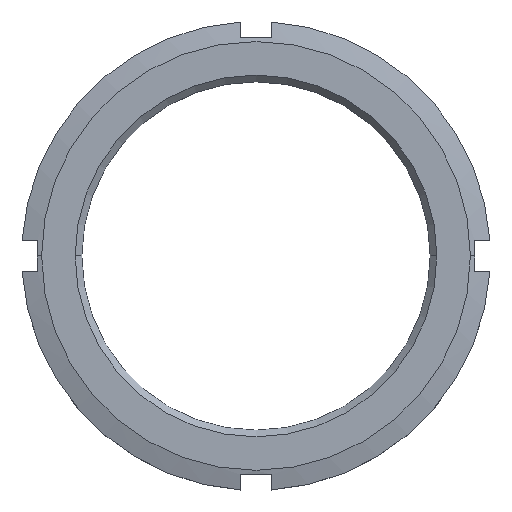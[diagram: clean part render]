
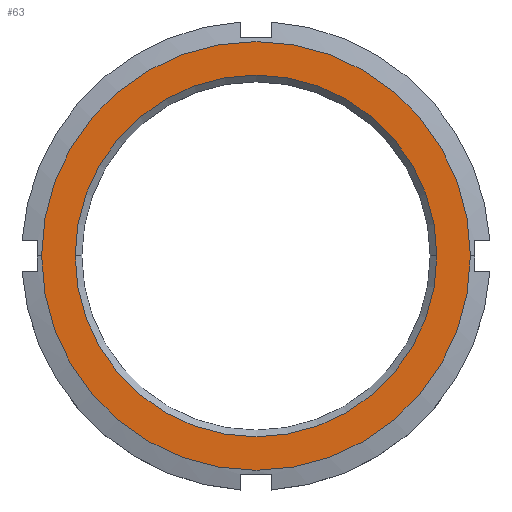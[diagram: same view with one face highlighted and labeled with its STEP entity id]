
A CAD part, top view. The second image highlights one B-rep face of the part: STEP entity #63.
In plain terms, the highlighted planar face has unit normal (0, 0, 1).
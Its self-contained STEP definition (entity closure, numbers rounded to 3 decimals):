
#4 = EDGE_CURVE ( 'NONE', #793, #375, #968, .T. ) ;
#9 = CIRCLE ( 'NONE', #845, 40.5 ) ;
#63 = ADVANCED_FACE ( 'NONE', ( #782, #223 ), #268, .T. ) ;
#87 = DIRECTION ( 'NONE',  ( 1., 0., 0. ) ) ;
#134 = CARTESIAN_POINT ( 'NONE',  ( 0., 0., 15. ) ) ;
#197 = CARTESIAN_POINT ( 'NONE',  ( 0., 0., 15. ) ) ;
#199 = CARTESIAN_POINT ( 'NONE',  ( 0., 0., 15. ) ) ;
#223 = FACE_OUTER_BOUND ( 'NONE', #994, .T. ) ;
#225 = CARTESIAN_POINT ( 'NONE',  ( 40.5, 0., 15. ) ) ;
#268 = PLANE ( 'NONE',  #795 ) ;
#305 = DIRECTION ( 'NONE',  ( 0., 0., 1. ) ) ;
#324 = EDGE_LOOP ( 'NONE', ( #519, #514 ) ) ;
#375 = VERTEX_POINT ( 'NONE', #484 ) ;
#391 = CIRCLE ( 'NONE', #811, 40.5 ) ;
#427 = ORIENTED_EDGE ( 'NONE', *, *, #498, .T. ) ;
#441 = DIRECTION ( 'NONE',  ( 0., 0., -1. ) ) ;
#442 = AXIS2_PLACEMENT_3D ( 'NONE', #560, #959, #810 ) ;
#444 = CARTESIAN_POINT ( 'NONE',  ( 48., 0., 15. ) ) ;
#484 = CARTESIAN_POINT ( 'NONE',  ( -48., 0., 15. ) ) ;
#498 = EDGE_CURVE ( 'NONE', #375, #793, #850, .T. ) ;
#514 = ORIENTED_EDGE ( 'NONE', *, *, #682, .T. ) ;
#519 = ORIENTED_EDGE ( 'NONE', *, *, #776, .T. ) ;
#524 = AXIS2_PLACEMENT_3D ( 'NONE', #134, #305, #87 ) ;
#560 = CARTESIAN_POINT ( 'NONE',  ( 0., 0., 15. ) ) ;
#682 = EDGE_CURVE ( 'NONE', #696, #915, #391, .T. ) ;
#696 = VERTEX_POINT ( 'NONE', #962 ) ;
#748 = DIRECTION ( 'NONE',  ( 1., 0., 0. ) ) ;
#751 = DIRECTION ( 'NONE',  ( 0., 0., -1. ) ) ;
#752 = DIRECTION ( 'NONE',  ( 0., 0., 1. ) ) ;
#765 = DIRECTION ( 'NONE',  ( 1., 0., 0. ) ) ;
#776 = EDGE_CURVE ( 'NONE', #915, #696, #9, .T. ) ;
#782 = FACE_BOUND ( 'NONE', #324, .T. ) ;
#793 = VERTEX_POINT ( 'NONE', #444 ) ;
#795 = AXIS2_PLACEMENT_3D ( 'NONE', #199, #752, #830 ) ;
#810 = DIRECTION ( 'NONE',  ( 1., 0., 0. ) ) ;
#811 = AXIS2_PLACEMENT_3D ( 'NONE', #197, #751, #748 ) ;
#830 = DIRECTION ( 'NONE',  ( 1., 0., 0. ) ) ;
#833 = ORIENTED_EDGE ( 'NONE', *, *, #4, .T. ) ;
#845 = AXIS2_PLACEMENT_3D ( 'NONE', #979, #441, #765 ) ;
#850 = CIRCLE ( 'NONE', #524, 48. ) ;
#915 = VERTEX_POINT ( 'NONE', #225 ) ;
#959 = DIRECTION ( 'NONE',  ( 0., 0., 1. ) ) ;
#962 = CARTESIAN_POINT ( 'NONE',  ( -40.5, 0., 15. ) ) ;
#968 = CIRCLE ( 'NONE', #442, 48. ) ;
#979 = CARTESIAN_POINT ( 'NONE',  ( 0., 0., 15. ) ) ;
#994 = EDGE_LOOP ( 'NONE', ( #427, #833 ) ) ;
